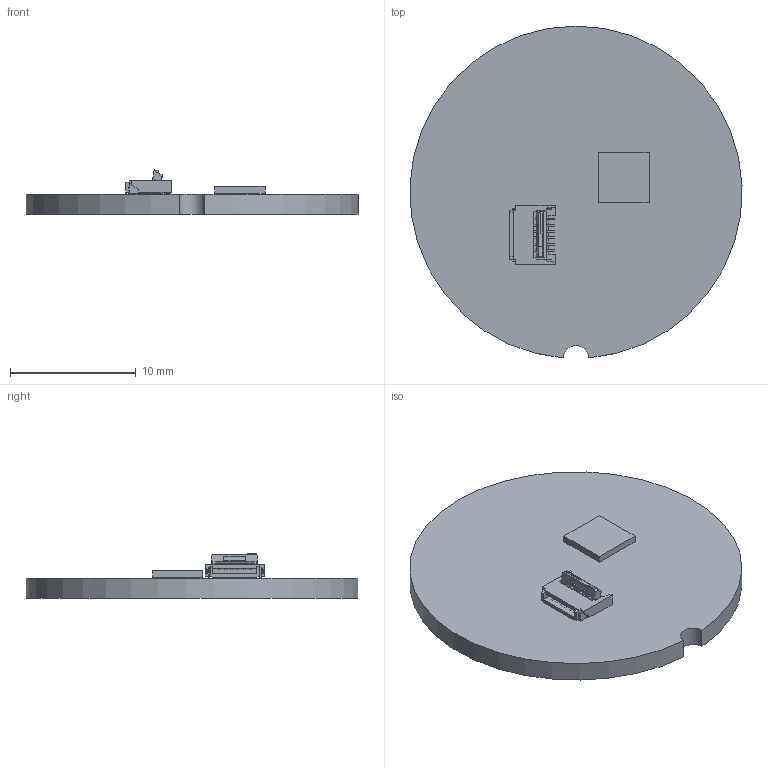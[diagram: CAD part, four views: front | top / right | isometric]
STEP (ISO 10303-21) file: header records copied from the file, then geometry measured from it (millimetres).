
FILE_DESCRIPTION(('KiCad electronic assembly'),'2;1');
FILE_NAME('Freude_Touchpad.step','2020-08-06T21:01:52',('An Author'),( 'A Company'),'Open CASCADE STEP processor 6.9', 'KiCad to STEP converter','Unknown');
FILE_SCHEMA(('AUTOMOTIVE_DESIGN { 1 0 10303 214 1 1 1 1 }'));
Length unit declared in the file: millimetre
Products named in the file (7): Open CASCADE STEP translator 6.9 1; IQS572; SOLID; 5034800600; COMPOUND; R_0402
Assembly tree (19 placements, depth 3):
  Open CASCADE STEP translator 6.9 1
    IQS572
      SOLID
    5034800600
      COMPOUND
    R_0402  x14
    SOLID
Bounding box: 26.39 x 26.37 x 3.52 mm (x, y, z)
Volume: 893.8 mm3; surface area: 1353.5 mm2
Topology: 3 solids, 3 shells, 347 faces, 993 edges, 703 vertices
Faces by surface type: plane 317, cylinder 30
Entity records: 24163 total; most frequent: CARTESIAN_POINT 4331, DIRECTION 3681, LINE 2778, VECTOR 2778, ORIENTED_EDGE 1922, PCURVE 1922, DEFINITIONAL_REPRESENTATION 1922, EDGE_CURVE 961
